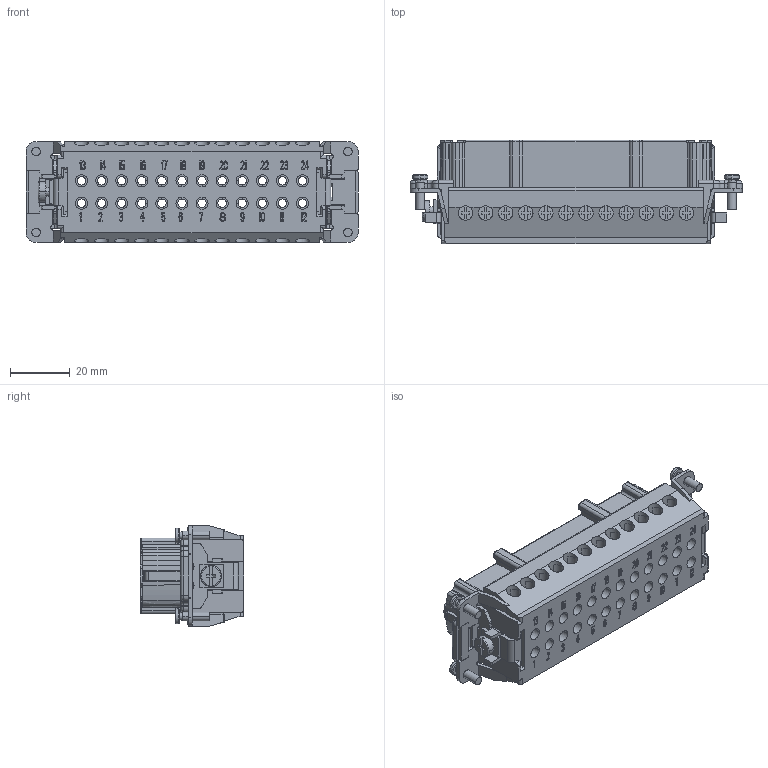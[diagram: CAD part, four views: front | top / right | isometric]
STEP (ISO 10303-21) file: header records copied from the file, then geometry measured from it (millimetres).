
FILE_DESCRIPTION((''),'2;1');
FILE_NAME('HE-024-F1','2017-07-27T',('tl.yang'),(''),'PRO/ENGINEER BY PARAMETRIC TECHNOLOGY CORPORATION, 2011500','PRO/ENGINEER BY PARAMETRIC TECHNOLOGY CORPORATION, 2011500','');
FILE_SCHEMA(('CONFIG_CONTROL_DESIGN'));
Products named in the file (1): HE-024-F1
Bounding box: 110.8 x 34.5 x 33.7 mm (x, y, z)
Volume: 63111.2 mm3; surface area: 40988.7 mm2
Topology: 1 solids, 29 shells, 4050 faces, 11307 edges, 7488 vertices
Faces by surface type: plane 3299, cylinder 573, cone 92, bspline 62, torus 12, sphere 10, extrusion 2
Entity records: 131215 total; most frequent: CARTESIAN_POINT 26229, ORIENTED_EDGE 22614, DIRECTION 20369, EDGE_CURVE 11307, VECTOR 9653, LINE 9651, VERTEX_POINT 7488, AXIS2_PLACEMENT_3D 5358
